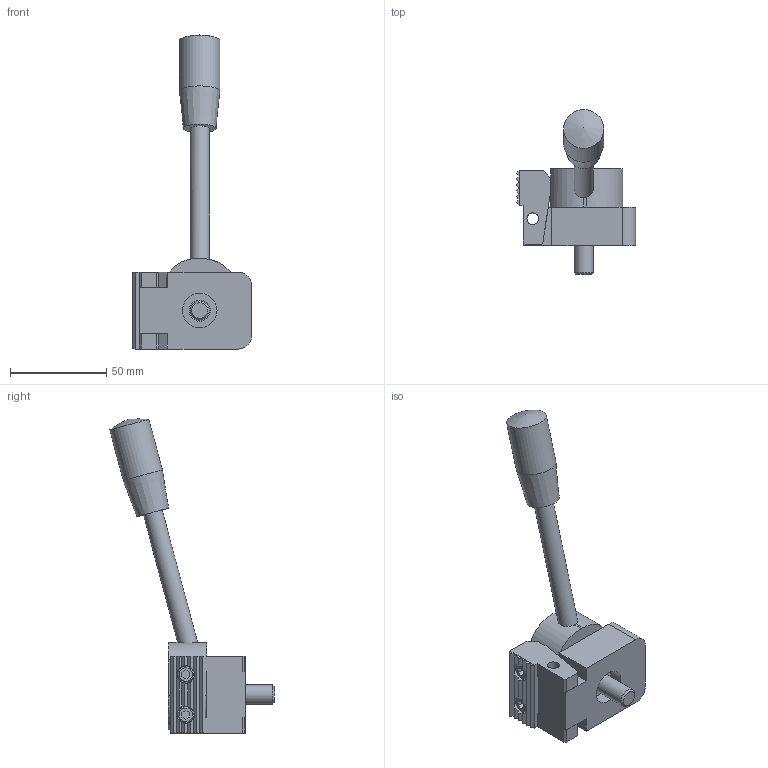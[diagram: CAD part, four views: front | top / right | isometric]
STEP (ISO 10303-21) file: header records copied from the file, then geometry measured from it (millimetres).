
FILE_DESCRIPTION( ( 'STEP AP214' ), '1' );
FILE_NAME( 'K0035.010025_0.stp', '2020-11-24T15:14:56', ( '' ), ( '' ), ' ', 'PARTsolutions', ' ' );
FILE_SCHEMA( ( 'AUTOMOTIVE_DESIGN { 1 0 10303 214 1 1 1 1 }' ) );
Length unit declared in the file: millimetre
Products named in the file (1): _K0035.010025_0
Bounding box: 62 x 85.5 x 163.25 mm (x, y, z)
Volume: 104431.1 mm3; surface area: 25499.5 mm2
Topology: 1 solids, 1 shells, 129 faces, 319 edges, 199 vertices
Faces by surface type: plane 104, cylinder 19, torus 3, cone 2, bspline 1
Full cylindrical faces by diameter (mm): 6 x1, 8 x2, 9 x2, 10 x2, 11 x1, 16.3 x1, 16.5 x1, 18 x1, 21 x1, 27 x1
Entity records: 4775 total; most frequent: CARTESIAN_POINT 711, DIRECTION 622, ORIENTED_EDGE 594, EDGE_CURVE 297, LINE 226, VECTOR 226, AXIS2_PLACEMENT_3D 198, VERTEX_POINT 197
